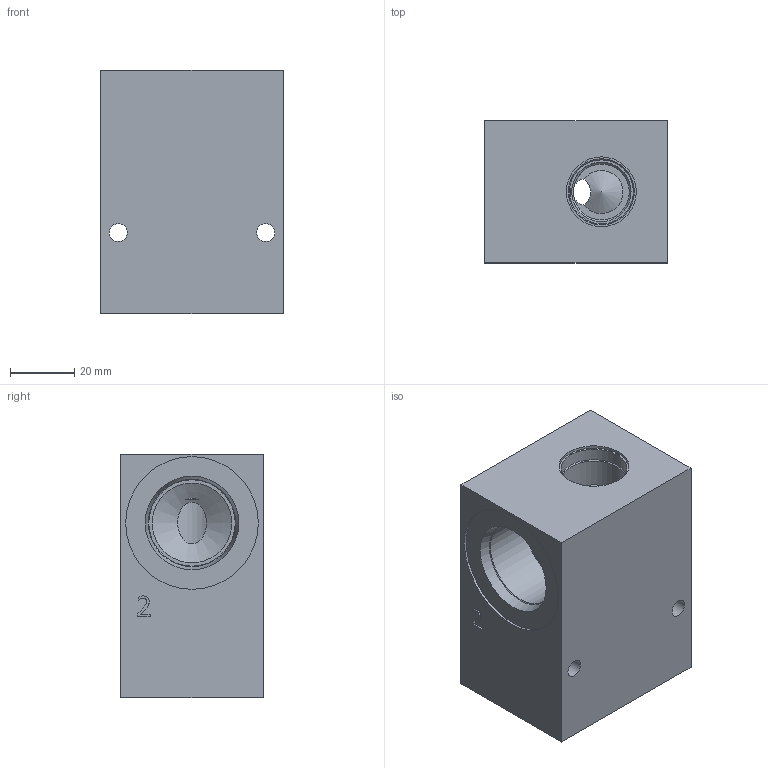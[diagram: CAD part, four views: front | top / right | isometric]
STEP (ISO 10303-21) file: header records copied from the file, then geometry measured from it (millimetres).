
FILE_DESCRIPTION(/* description */ (''),/* implementation_level */ '2;1');
FILE_NAME(/* name */ '_T10ACB12S.stp',/* time_stamp */ '2020-06-01T15:22:44-04:00',/* author */ ('devonn'),/* organization */ (''),/* preprocessor_version */ 'ST-DEVELOPER v17',/* originating_system */ 'Autodesk Inventor 2019',/* authorisation */ '');
FILE_SCHEMA (('AUTOMOTIVE_DESIGN { 1 0 10303 214 3 1 1 }'));
Length unit declared in the file: millimetre
Products named in the file (1): Part_AT10ACB12S.C13161R0_3D
Bounding box: 57.15 x 44.45 x 76.2 mm (x, y, z)
Volume: 146706.4 mm3; surface area: 29187.8 mm2
Topology: 1 solids, 1 shells, 378 faces, 1046 edges, 701 vertices
Faces by surface type: plane 261, bspline 91, cylinder 16, cone 10
Full cylindrical faces by diameter (mm): 5.563 x2, 17.45 x1, 18.542 x1, 19.99 x1, 20.625 x1, 21.819 x1, 23.012 x1, 24.917 x2, 26.99 x2, 27.432 x2, 41.453 x2
Entity records: 12880 total; most frequent: CARTESIAN_POINT 3395, ORIENTED_EDGE 2090, DIRECTION 1492, EDGE_CURVE 1045, LINE 790, VECTOR 790, VERTEX_POINT 701, EDGE_LOOP 420
